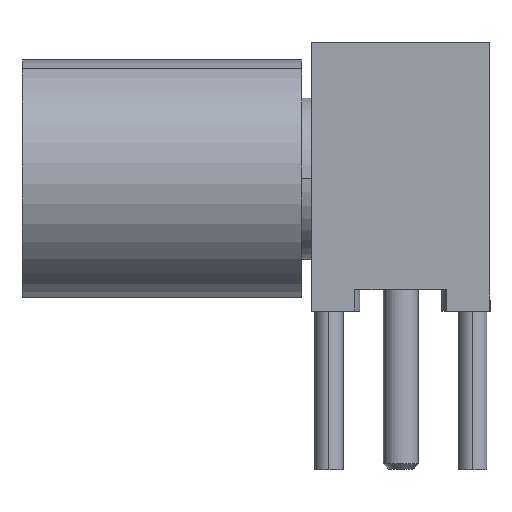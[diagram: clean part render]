
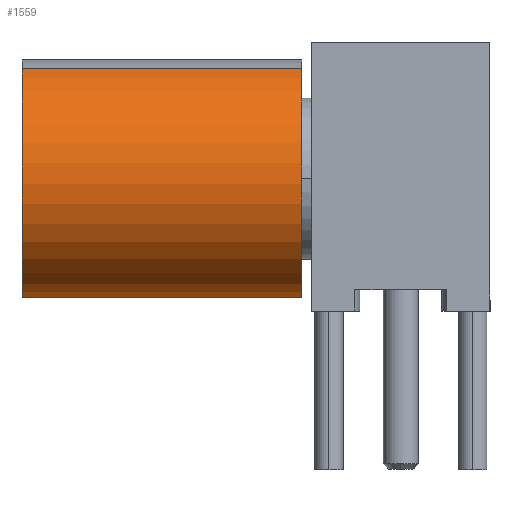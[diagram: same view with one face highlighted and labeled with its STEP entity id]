
A CAD part, top view. The second image highlights one B-rep face of the part: STEP entity #1559.
In plain terms, the highlighted cylindrical face has radius 2.1 mm (diameter 4.2 mm), a partial arc.
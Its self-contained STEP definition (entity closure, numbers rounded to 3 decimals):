
#58 = AXIS2_PLACEMENT_3D ( 'NONE', #2718, #322, #801 ) ;
#244 = AXIS2_PLACEMENT_3D ( 'NONE', #925, #1934, #961 ) ;
#322 = DIRECTION ( 'NONE',  ( 0., 0., -1. ) ) ;
#331 = CARTESIAN_POINT ( 'NONE',  ( -0.802, -1.941, 0.175 ) ) ;
#467 = ORIENTED_EDGE ( 'NONE', *, *, #2127, .T. ) ;
#564 = EDGE_LOOP ( 'NONE', ( #958, #467, #3013, #1875 ) ) ;
#630 = DIRECTION ( 'NONE',  ( 0., 0., -1. ) ) ;
#801 = DIRECTION ( 'NONE',  ( -0.382, -0.924, 0. ) ) ;
#810 = DIRECTION ( 'NONE',  ( -0.382, -0.924, 0. ) ) ;
#845 = CARTESIAN_POINT ( 'NONE',  ( -0.802, -1.941, 5.115 ) ) ;
#918 = VERTEX_POINT ( 'NONE', #1846 ) ;
#925 = CARTESIAN_POINT ( 'NONE',  ( 0., 0., 0.175 ) ) ;
#958 = ORIENTED_EDGE ( 'NONE', *, *, #1863, .F. ) ;
#961 = DIRECTION ( 'NONE',  ( -0.382, -0.924, 0. ) ) ;
#1105 = CARTESIAN_POINT ( 'NONE',  ( 0.802, 1.941, 0.175 ) ) ;
#1162 = CIRCLE ( 'NONE', #58, 2.1 ) ;
#1398 = VERTEX_POINT ( 'NONE', #845 ) ;
#1419 = VECTOR ( 'NONE', #630, 1000. ) ;
#1559 = ADVANCED_FACE ( 'NONE', ( #2785 ), #2710, .T. ) ;
#1780 = EDGE_CURVE ( 'NONE', #1398, #2496, #2218, .T. ) ;
#1794 = VERTEX_POINT ( 'NONE', #2948 ) ;
#1846 = CARTESIAN_POINT ( 'NONE',  ( 0.802, 1.941, 0.175 ) ) ;
#1863 = EDGE_CURVE ( 'NONE', #1794, #918, #3094, .T. ) ;
#1875 = ORIENTED_EDGE ( 'NONE', *, *, #2170, .F. ) ;
#1934 = DIRECTION ( 'NONE',  ( 0., 0., -1. ) ) ;
#2024 = CIRCLE ( 'NONE', #2212, 2.1 ) ;
#2127 = EDGE_CURVE ( 'NONE', #1794, #1398, #2024, .T. ) ;
#2170 = EDGE_CURVE ( 'NONE', #918, #2496, #1162, .T. ) ;
#2185 = VECTOR ( 'NONE', #2239, 1000. ) ;
#2212 = AXIS2_PLACEMENT_3D ( 'NONE', #2475, #2264, #810 ) ;
#2218 = LINE ( 'NONE', #331, #2185 ) ;
#2239 = DIRECTION ( 'NONE',  ( 0., 0., -1. ) ) ;
#2264 = DIRECTION ( 'NONE',  ( 0., 0., -1. ) ) ;
#2412 = CARTESIAN_POINT ( 'NONE',  ( -0.802, -1.941, 0.175 ) ) ;
#2475 = CARTESIAN_POINT ( 'NONE',  ( 0., 0., 5.115 ) ) ;
#2496 = VERTEX_POINT ( 'NONE', #2412 ) ;
#2710 = CYLINDRICAL_SURFACE ( 'NONE', #244, 2.1 ) ;
#2718 = CARTESIAN_POINT ( 'NONE',  ( 0., 0., 0.175 ) ) ;
#2785 = FACE_OUTER_BOUND ( 'NONE', #564, .T. ) ;
#2948 = CARTESIAN_POINT ( 'NONE',  ( 0.802, 1.941, 5.115 ) ) ;
#3013 = ORIENTED_EDGE ( 'NONE', *, *, #1780, .T. ) ;
#3094 = LINE ( 'NONE', #1105, #1419 ) ;
